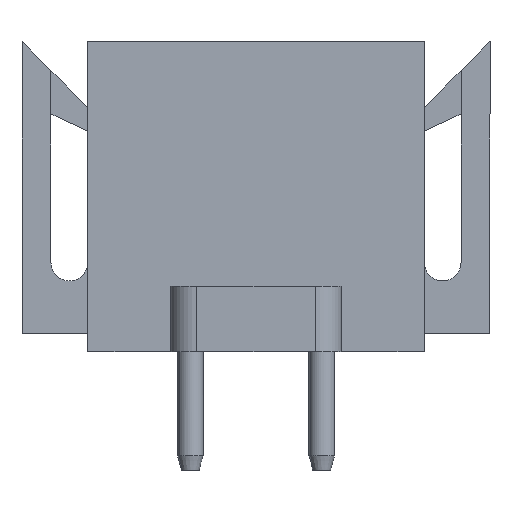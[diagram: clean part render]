
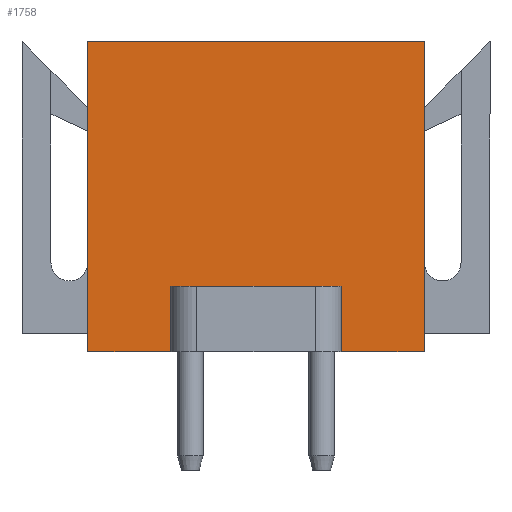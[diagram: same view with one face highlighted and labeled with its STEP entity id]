
A CAD part, left-side view. The second image highlights one B-rep face of the part: STEP entity #1758.
In plain terms, the highlighted planar face has unit normal (-1, 0, 0).
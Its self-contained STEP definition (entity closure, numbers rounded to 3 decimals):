
#1713=AXIS2_PLACEMENT_3D('Plane Axis2P3D',#1710,#1711,#1712) ;
#405=CARTESIAN_POINT('Vertex',(4.85,2.5,16.3)) ;
#408=CARTESIAN_POINT('Line Origine',(4.85,2.5,10.4)) ;
#412=CARTESIAN_POINT('Vertex',(4.85,2.5,4.5)) ;
#473=CARTESIAN_POINT('Vertex',(4.85,15.3,4.5)) ;
#476=CARTESIAN_POINT('Line Origine',(4.85,15.3,10.4)) ;
#480=CARTESIAN_POINT('Vertex',(4.85,15.3,16.3)) ;
#1635=CARTESIAN_POINT('Line Origine',(4.85,8.9,16.3)) ;
#1710=CARTESIAN_POINT('Axis2P3D Location',(4.85,15.3,1.3)) ;
#1715=CARTESIAN_POINT('Line Origine',(4.85,4.075,4.5)) ;
#1719=CARTESIAN_POINT('Vertex',(4.85,5.65,4.5)) ;
#1722=CARTESIAN_POINT('Line Origine',(4.85,13.725,4.5)) ;
#1726=CARTESIAN_POINT('Vertex',(4.85,12.15,4.5)) ;
#1729=CARTESIAN_POINT('Line Origine',(4.85,12.15,5.75)) ;
#1733=CARTESIAN_POINT('Vertex',(4.85,12.15,7.)) ;
#1736=CARTESIAN_POINT('Line Origine',(4.85,8.9,7.)) ;
#1740=CARTESIAN_POINT('Vertex',(4.85,5.65,7.)) ;
#1743=CARTESIAN_POINT('Line Origine',(4.85,5.65,5.75)) ;
#409=DIRECTION('Vector Direction',(0.,0.,1.)) ;
#477=DIRECTION('Vector Direction',(0.,0.,1.)) ;
#1636=DIRECTION('Vector Direction',(0.,-1.,0.)) ;
#1711=DIRECTION('Axis2P3D Direction',(-1.,0.,0.)) ;
#1712=DIRECTION('Axis2P3D XDirection',(0.,-1.,0.)) ;
#1716=DIRECTION('Vector Direction',(0.,-1.,0.)) ;
#1723=DIRECTION('Vector Direction',(0.,-1.,0.)) ;
#1730=DIRECTION('Vector Direction',(0.,0.,1.)) ;
#1737=DIRECTION('Vector Direction',(0.,-1.,0.)) ;
#1744=DIRECTION('Vector Direction',(0.,0.,1.)) ;
#410=VECTOR('Line Direction',#409,1.) ;
#478=VECTOR('Line Direction',#477,1.) ;
#1637=VECTOR('Line Direction',#1636,1.) ;
#1717=VECTOR('Line Direction',#1716,1.) ;
#1724=VECTOR('Line Direction',#1723,1.) ;
#1731=VECTOR('Line Direction',#1730,1.) ;
#1738=VECTOR('Line Direction',#1737,1.) ;
#1745=VECTOR('Line Direction',#1744,1.) ;
#1749=ORIENTED_EDGE('',*,*,#1721,.T.) ;
#1750=ORIENTED_EDGE('',*,*,#414,.T.) ;
#1751=ORIENTED_EDGE('',*,*,#1639,.F.) ;
#1752=ORIENTED_EDGE('',*,*,#482,.F.) ;
#1753=ORIENTED_EDGE('',*,*,#1728,.T.) ;
#1754=ORIENTED_EDGE('',*,*,#1735,.T.) ;
#1755=ORIENTED_EDGE('',*,*,#1742,.F.) ;
#1756=ORIENTED_EDGE('',*,*,#1747,.F.) ;
#1758=ADVANCED_FACE('HOUSING',(#1757),#1714,.T.) ;
#414=EDGE_CURVE('',#413,#406,#411,.T.) ;
#482=EDGE_CURVE('',#474,#481,#479,.T.) ;
#1639=EDGE_CURVE('',#481,#406,#1638,.T.) ;
#1721=EDGE_CURVE('',#1720,#413,#1718,.T.) ;
#1728=EDGE_CURVE('',#474,#1727,#1725,.T.) ;
#1735=EDGE_CURVE('',#1727,#1734,#1732,.T.) ;
#1742=EDGE_CURVE('',#1741,#1734,#1739,.F.) ;
#1747=EDGE_CURVE('',#1720,#1741,#1746,.T.) ;
#1748=EDGE_LOOP('',(#1749,#1750,#1751,#1752,#1753,#1754,#1755,#1756)) ;
#1757=FACE_OUTER_BOUND('',#1748,.T.) ;
#411=LINE('Line',#408,#410) ;
#479=LINE('Line',#476,#478) ;
#1638=LINE('Line',#1635,#1637) ;
#1718=LINE('Line',#1715,#1717) ;
#1725=LINE('Line',#1722,#1724) ;
#1732=LINE('Line',#1729,#1731) ;
#1739=LINE('Line',#1736,#1738) ;
#1746=LINE('Line',#1743,#1745) ;
#1714=PLANE('',#1713) ;
#406=VERTEX_POINT('',#405) ;
#413=VERTEX_POINT('',#412) ;
#474=VERTEX_POINT('',#473) ;
#481=VERTEX_POINT('',#480) ;
#1720=VERTEX_POINT('',#1719) ;
#1727=VERTEX_POINT('',#1726) ;
#1734=VERTEX_POINT('',#1733) ;
#1741=VERTEX_POINT('',#1740) ;
